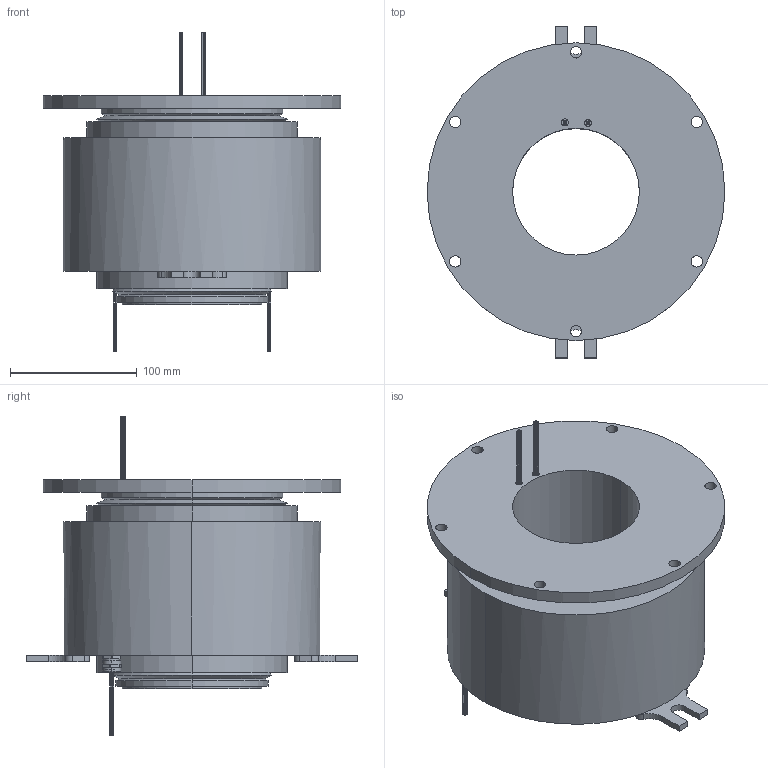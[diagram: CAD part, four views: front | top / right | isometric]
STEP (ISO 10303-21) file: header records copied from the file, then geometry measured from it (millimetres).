
FILE_DESCRIPTION (( 'STEP AP214' ), '1' );
FILE_NAME ('510-0604X-F-SS Rev A.STEP', '2022-06-20T12:53:47', ( 'home' ), ( '' ), 'SwSTEP 2.0', 'SolidWorks 2020', '' );
FILE_SCHEMA (( 'AUTOMOTIVE_DESIGN' ));
Length unit declared in the file: millimetre
Products named in the file (1): 510-0604X-F-SS Rev A
Bounding box: 235 x 262 x 252 mm (x, y, z)
Volume: 3394629.8 mm3; surface area: 272917.7 mm2
Topology: 20 solids, 22 shells, 437 faces, 1026 edges, 656 vertices
Faces by surface type: cylinder 192, plane 189, cone 48, torus 8
Entity records: 16841 total; most frequent: DIRECTION 2348, CARTESIAN_POINT 2268, ORIENTED_EDGE 2036, EDGE_CURVE 1018, AXIS2_PLACEMENT_3D 940, VERTEX_POINT 656, CIRCLE 502, EDGE_LOOP 494
